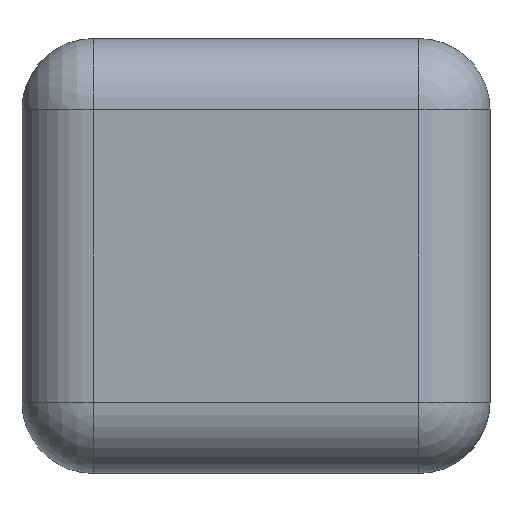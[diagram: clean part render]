
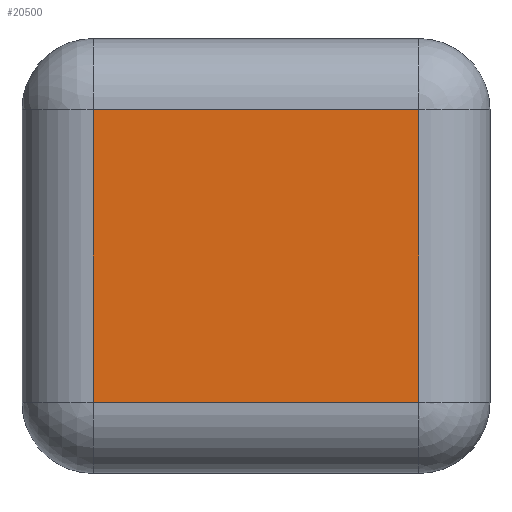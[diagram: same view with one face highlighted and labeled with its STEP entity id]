
A CAD part, front view. The second image highlights one B-rep face of the part: STEP entity #20500.
In plain terms, the highlighted planar face has unit normal (0, -1, 0).
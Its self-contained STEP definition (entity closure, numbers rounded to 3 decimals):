
#251 = CARTESIAN_POINT ( 'NONE',  ( -182.885, -461.255, 164.311 ) ) ;
#1096 = FACE_OUTER_BOUND ( 'NONE', #32823, .T. ) ;
#2847 = VECTOR ( 'NONE', #27831, 1000. ) ;
#4016 = DIRECTION ( 'NONE',  ( -1., 0., 0. ) ) ;
#4192 = CARTESIAN_POINT ( 'NONE',  ( 0., -461.255, 0. ) ) ;
#4547 = VERTEX_POINT ( 'NONE', #12454 ) ;
#4629 = EDGE_CURVE ( 'NONE', #29355, #4547, #30765, .T. ) ;
#5330 = CARTESIAN_POINT ( 'NONE',  ( 182.885, -461.255, 164.311 ) ) ;
#6603 = CARTESIAN_POINT ( 'NONE',  ( 0., -461.255, 164.311 ) ) ;
#7747 = CARTESIAN_POINT ( 'NONE',  ( -182.885, -461.255, -164.311 ) ) ;
#10148 = CARTESIAN_POINT ( 'NONE',  ( 182.885, -461.255, 0. ) ) ;
#10333 = LINE ( 'NONE', #10148, #19456 ) ;
#10378 = EDGE_CURVE ( 'NONE', #4547, #20262, #10333, .T. ) ;
#12454 = CARTESIAN_POINT ( 'NONE',  ( 182.885, -461.255, -164.311 ) ) ;
#12826 = VERTEX_POINT ( 'NONE', #251 ) ;
#12984 = AXIS2_PLACEMENT_3D ( 'NONE', #4192, #23962, #20686 ) ;
#13584 = VECTOR ( 'NONE', #4016, 1000. ) ;
#17306 = ORIENTED_EDGE ( 'NONE', *, *, #10378, .T. ) ;
#17373 = EDGE_CURVE ( 'NONE', #20262, #12826, #18103, .T. ) ;
#18103 = LINE ( 'NONE', #6603, #13584 ) ;
#18207 = DIRECTION ( 'NONE',  ( 0., 0., 1. ) ) ;
#18771 = VECTOR ( 'NONE', #20592, 1000. ) ;
#19273 = ORIENTED_EDGE ( 'NONE', *, *, #17373, .T. ) ;
#19456 = VECTOR ( 'NONE', #18207, 1000. ) ;
#20262 = VERTEX_POINT ( 'NONE', #5330 ) ;
#20500 = ADVANCED_FACE ( 'NONE', ( #1096 ), #32025, .T. ) ;
#20592 = DIRECTION ( 'NONE',  ( 0., 0., -1. ) ) ;
#20686 = DIRECTION ( 'NONE',  ( 0., 0., -1. ) ) ;
#22659 = ORIENTED_EDGE ( 'NONE', *, *, #4629, .T. ) ;
#23962 = DIRECTION ( 'NONE',  ( 0., -1., 0. ) ) ;
#26387 = EDGE_CURVE ( 'NONE', #12826, #29355, #32106, .T. ) ;
#26802 = CARTESIAN_POINT ( 'NONE',  ( -182.885, -461.255, 0. ) ) ;
#27540 = ORIENTED_EDGE ( 'NONE', *, *, #26387, .T. ) ;
#27831 = DIRECTION ( 'NONE',  ( 1., 0., 0. ) ) ;
#29355 = VERTEX_POINT ( 'NONE', #7747 ) ;
#30765 = LINE ( 'NONE', #32940, #2847 ) ;
#32025 = PLANE ( 'NONE',  #12984 ) ;
#32106 = LINE ( 'NONE', #26802, #18771 ) ;
#32823 = EDGE_LOOP ( 'NONE', ( #19273, #27540, #22659, #17306 ) ) ;
#32940 = CARTESIAN_POINT ( 'NONE',  ( 0., -461.255, -164.311 ) ) ;
